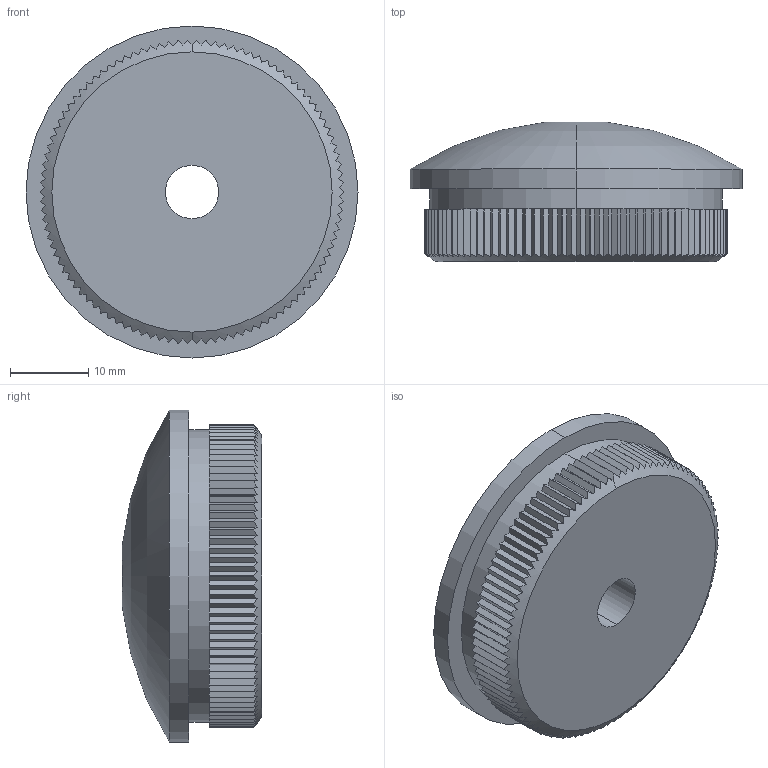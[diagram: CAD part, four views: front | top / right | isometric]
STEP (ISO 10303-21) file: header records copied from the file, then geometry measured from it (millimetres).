
FILE_DESCRIPTION (( 'STEP AP203' ), '1' );
FILE_NAME ('A_5734-242.STEP', '2024-08-21T11:44:01', ( '' ), ( '' ), 'SwSTEP 2.0', 'SolidWorks 2019', '' );
FILE_SCHEMA (( 'CONFIG_CONTROL_DESIGN' ));
Length unit declared in the file: millimetre
Products named in the file (1): A_5734-242
Bounding box: 42.4 x 17.81 x 42.4 mm (x, y, z)
Volume: 17855 mm3; surface area: 5022.1 mm2
Topology: 1 solids, 1 shells, 321 faces, 946 edges, 628 vertices
Faces by surface type: plane 207, cylinder 108, cone 4, torus 2
Entity records: 10963 total; most frequent: CARTESIAN_POINT 2508, ORIENTED_EDGE 1892, DIRECTION 1608, EDGE_CURVE 946, VERTEX_POINT 628, AXIS2_PLACEMENT_3D 544, LINE 520, VECTOR 520
